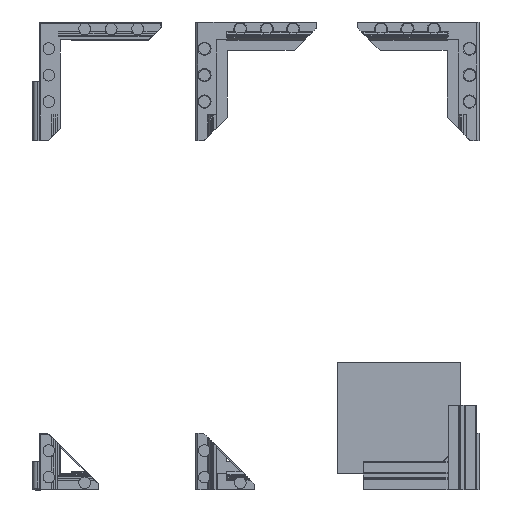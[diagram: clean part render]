
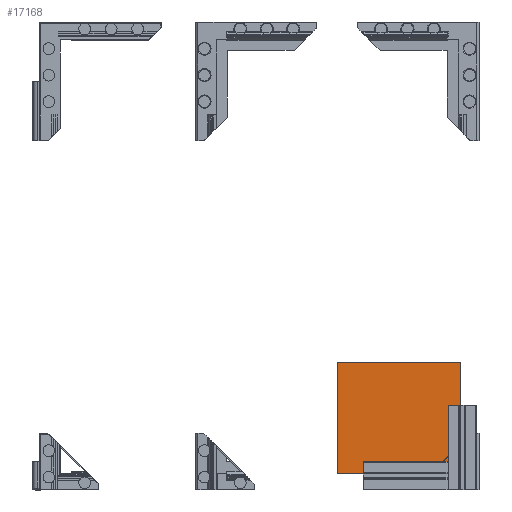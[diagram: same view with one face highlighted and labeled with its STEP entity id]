
A CAD part, front view. The second image highlights one B-rep face of the part: STEP entity #17168.
In plain terms, the highlighted planar face has unit normal (0, -1, 0).
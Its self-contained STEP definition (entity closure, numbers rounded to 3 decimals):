
#333=PLANE('',#18296);
#1183=FACE_OUTER_BOUND('',#2142,.T.);
#2142=EDGE_LOOP('',(#12865,#12866,#12867,#12868));
#3355=LINE('',#25734,#5352);
#3359=LINE('',#25742,#5356);
#3362=LINE('',#25748,#5359);
#3365=LINE('',#25753,#5362);
#5352=VECTOR('',#20579,10.);
#5356=VECTOR('',#20585,10.);
#5359=VECTOR('',#20590,10.);
#5362=VECTOR('',#20595,10.);
#7780=VERTEX_POINT('',#25732);
#7781=VERTEX_POINT('',#25733);
#7784=VERTEX_POINT('',#25741);
#7786=VERTEX_POINT('',#25747);
#9662=EDGE_CURVE('',#7780,#7781,#3355,.T.);
#9666=EDGE_CURVE('',#7784,#7780,#3359,.T.);
#9669=EDGE_CURVE('',#7786,#7784,#3362,.T.);
#9672=EDGE_CURVE('',#7781,#7786,#3365,.T.);
#12865=ORIENTED_EDGE('',*,*,#9672,.F.);
#12866=ORIENTED_EDGE('',*,*,#9662,.F.);
#12867=ORIENTED_EDGE('',*,*,#9666,.F.);
#12868=ORIENTED_EDGE('',*,*,#9669,.F.);
#17168=ADVANCED_FACE('',(#1183),#333,.F.);
#18296=AXIS2_PLACEMENT_3D('',#25756,#20599,#20600);
#20579=DIRECTION('',(1.,0.,0.));
#20585=DIRECTION('',(0.,0.,1.));
#20590=DIRECTION('',(-1.,0.,0.));
#20595=DIRECTION('',(0.,0.,-1.));
#20599=DIRECTION('center_axis',(0.,1.,0.));
#20600=DIRECTION('ref_axis',(-1.,0.,0.));
#25732=CARTESIAN_POINT('',(-66.273,9.15,-32.281));
#25733=CARTESIAN_POINT('',(-1.,9.15,-32.281));
#25734=CARTESIAN_POINT('',(-66.273,9.15,-32.281));
#25741=CARTESIAN_POINT('',(-66.273,9.15,-91.5));
#25742=CARTESIAN_POINT('',(-66.273,9.15,-91.5));
#25747=CARTESIAN_POINT('',(-1.,9.15,-91.5));
#25748=CARTESIAN_POINT('',(-1.,9.15,-91.5));
#25753=CARTESIAN_POINT('',(-1.,9.15,-32.281));
#25756=CARTESIAN_POINT('Origin',(-33.637,9.15,-61.89));
